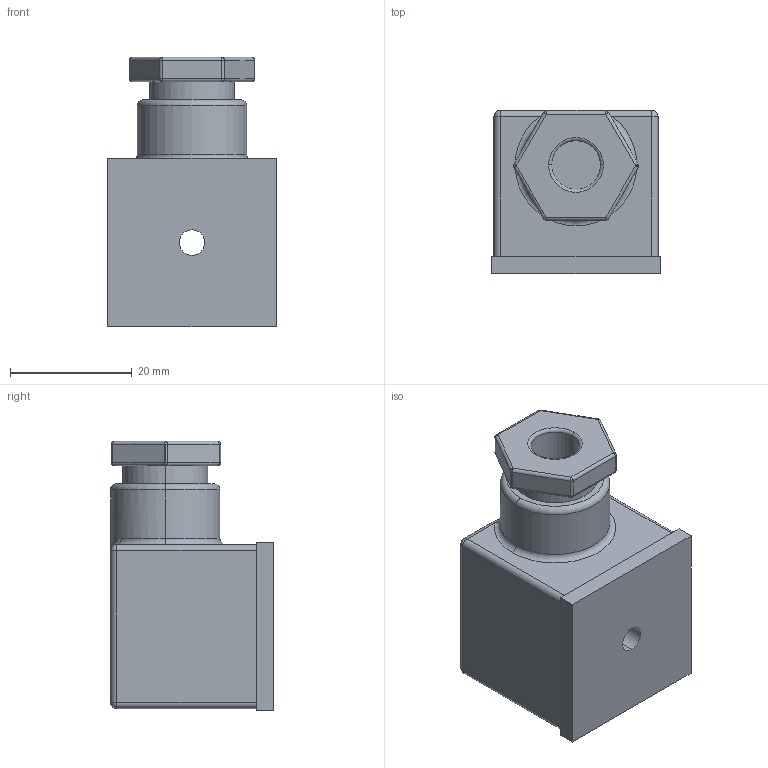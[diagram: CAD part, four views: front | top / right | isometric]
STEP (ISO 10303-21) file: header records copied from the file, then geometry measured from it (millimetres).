
FILE_DESCRIPTION (( 'STEP AP214' ), '1' );
FILE_NAME ('CNT000024A.STEP', '2018-09-18T10:10:40', ( '' ), ( '' ), 'SwSTEP 2.0', 'SolidWorks 2018', '' );
FILE_SCHEMA (( 'AUTOMOTIVE_DESIGN' ));
Length unit declared in the file: millimetre
Products named in the file (1): CNT000024A
Bounding box: 27.7 x 26.8 x 44.35 mm (x, y, z)
Volume: 22693.8 mm3; surface area: 6155 mm2
Topology: 1 solids, 1 shells, 99 faces, 221 edges, 115 vertices
Faces by surface type: cylinder 42, plane 24, sphere 18, torus 9, bspline 6
Entity records: 2881 total; most frequent: CARTESIAN_POINT 630, DIRECTION 493, ORIENTED_EDGE 410, EDGE_CURVE 205, AXIS2_PLACEMENT_3D 204, VERTEX_POINT 115, CIRCLE 110, EDGE_LOOP 108
